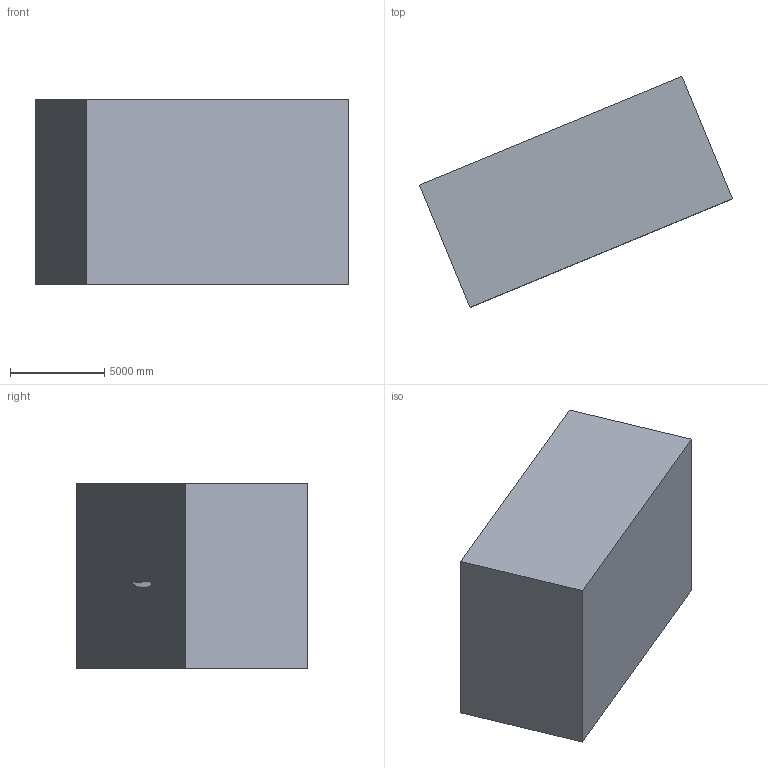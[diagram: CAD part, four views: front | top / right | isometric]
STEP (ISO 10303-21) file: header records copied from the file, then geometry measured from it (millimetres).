
FILE_DESCRIPTION(('CATIA V5 STEP Exchange'),'2;1');
FILE_NAME('ala.stp','2015-05-15T13:00:21+00:00',('none'),('none'),'CATIA Version 5 Release 21 GA (IN-10)','CATIA V5 STEP AP203','none');
FILE_SCHEMA(('CONFIG_CONTROL_DESIGN'));
Length unit declared in the file: millimetre
Products named in the file (1): Superficie_alar_sin_Slats
Bounding box: 16571.98 x 12216.19 x 9817.63 mm (x, y, z)
Volume: 1030536516438.1 mm3; surface area: 674372040.1 mm2
Topology: 1 solids, 1 shells, 16 faces, 36 edges, 23 vertices
Faces by surface type: plane 8, bspline 8
Entity records: 14560 total; most frequent: CARTESIAN_POINT 14226, ORIENTED_EDGE 72, EDGE_CURVE 36, DIRECTION 30, VERTEX_POINT 23, B_SPLINE_CURVE_WITH_KNOTS 22, EDGE_LOOP 17, ADVANCED_FACE 16
